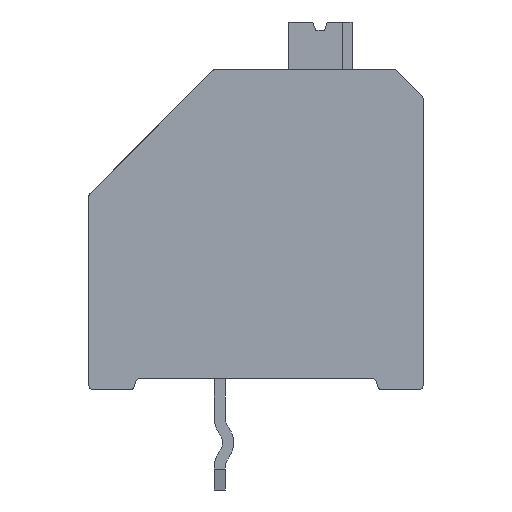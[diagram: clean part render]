
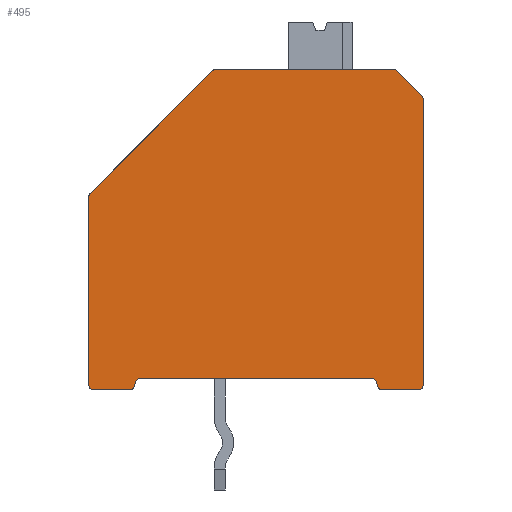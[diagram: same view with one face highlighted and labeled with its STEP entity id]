
A CAD part, front view. The second image highlights one B-rep face of the part: STEP entity #495.
In plain terms, the highlighted planar face has unit normal (0, -1, 0).
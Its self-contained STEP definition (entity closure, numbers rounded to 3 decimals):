
#495 = ADVANCED_FACE( '', ( #1317 ), #1318, .F. );
#1317 = FACE_OUTER_BOUND( '', #2513, .T. );
#1318 = PLANE( '', #2514 );
#2513 = EDGE_LOOP( '', ( #3707, #3708, #3709, #3710, #3711, #3712, #3713, #3714, #3715, #3716, #3717, #3718, #3719, #3720, #3721, #3722, #3723, #3724, #3725, #3726 ) );
#2514 = AXIS2_PLACEMENT_3D( '', #3727, #3728, #3729 );
#3707 = ORIENTED_EDGE( '', *, *, #7398, .F. );
#3708 = ORIENTED_EDGE( '', *, *, #7399, .F. );
#3709 = ORIENTED_EDGE( '', *, *, #7400, .F. );
#3710 = ORIENTED_EDGE( '', *, *, #7401, .F. );
#3711 = ORIENTED_EDGE( '', *, *, #7402, .F. );
#3712 = ORIENTED_EDGE( '', *, *, #7403, .F. );
#3713 = ORIENTED_EDGE( '', *, *, #7404, .F. );
#3714 = ORIENTED_EDGE( '', *, *, #7405, .F. );
#3715 = ORIENTED_EDGE( '', *, *, #7406, .F. );
#3716 = ORIENTED_EDGE( '', *, *, #7394, .F. );
#3717 = ORIENTED_EDGE( '', *, *, #7407, .F. );
#3718 = ORIENTED_EDGE( '', *, *, #7408, .F. );
#3719 = ORIENTED_EDGE( '', *, *, #7409, .F. );
#3720 = ORIENTED_EDGE( '', *, *, #7410, .F. );
#3721 = ORIENTED_EDGE( '', *, *, #7411, .F. );
#3722 = ORIENTED_EDGE( '', *, *, #7412, .F. );
#3723 = ORIENTED_EDGE( '', *, *, #7389, .F. );
#3724 = ORIENTED_EDGE( '', *, *, #7413, .F. );
#3725 = ORIENTED_EDGE( '', *, *, #7414, .F. );
#3726 = ORIENTED_EDGE( '', *, *, #7415, .F. );
#3727 = CARTESIAN_POINT( '', ( 0.17, -9.68, 6.76 ) );
#3728 = DIRECTION( '', ( 0., 1., 0. ) );
#3729 = DIRECTION( '', ( 0., 0., 1. ) );
#7389 = EDGE_CURVE( '', #8850, #8852, #8853, .T. );
#7394 = EDGE_CURVE( '', #8858, #8861, #8862, .T. );
#7398 = EDGE_CURVE( '', #8867, #8868, #8869, .T. );
#7399 = EDGE_CURVE( '', #8870, #8867, #8871, .T. );
#7400 = EDGE_CURVE( '', #8872, #8870, #8873, .T. );
#7401 = EDGE_CURVE( '', #8874, #8872, #8875, .T. );
#7402 = EDGE_CURVE( '', #8876, #8874, #8877, .T. );
#7403 = EDGE_CURVE( '', #8878, #8876, #8879, .T. );
#7404 = EDGE_CURVE( '', #8880, #8878, #8881, .T. );
#7405 = EDGE_CURVE( '', #8882, #8880, #8883, .T. );
#7406 = EDGE_CURVE( '', #8861, #8882, #8884, .T. );
#7407 = EDGE_CURVE( '', #8885, #8858, #8886, .T. );
#7408 = EDGE_CURVE( '', #8887, #8885, #8888, .T. );
#7409 = EDGE_CURVE( '', #8889, #8887, #8890, .T. );
#7410 = EDGE_CURVE( '', #8891, #8889, #8892, .T. );
#7411 = EDGE_CURVE( '', #8893, #8891, #8894, .T. );
#7412 = EDGE_CURVE( '', #8852, #8893, #8895, .T. );
#7413 = EDGE_CURVE( '', #8896, #8850, #8897, .T. );
#7414 = EDGE_CURVE( '', #8898, #8896, #8899, .T. );
#7415 = EDGE_CURVE( '', #8868, #8898, #8900, .T. );
#8850 = VERTEX_POINT( '', #11027 );
#8852 = VERTEX_POINT( '', #11030 );
#8853 = CIRCLE( '', #11031, 0.17 );
#8858 = VERTEX_POINT( '', #11037 );
#8861 = VERTEX_POINT( '', #11041 );
#8862 = LINE( '', #11042, #11043 );
#8867 = VERTEX_POINT( '', #11050 );
#8868 = VERTEX_POINT( '', #11051 );
#8869 = CIRCLE( '', #11052, 0.17 );
#8870 = VERTEX_POINT( '', #11053 );
#8871 = LINE( '', #11054, #11055 );
#8872 = VERTEX_POINT( '', #11056 );
#8873 = CIRCLE( '', #11057, 0.17 );
#8874 = VERTEX_POINT( '', #11058 );
#8875 = LINE( '', #11059, #11060 );
#8876 = VERTEX_POINT( '', #11061 );
#8877 = CIRCLE( '', #11062, 0.17 );
#8878 = VERTEX_POINT( '', #11063 );
#8879 = LINE( '', #11064, #11065 );
#8880 = VERTEX_POINT( '', #11066 );
#8881 = CIRCLE( '', #11067, 0.17 );
#8882 = VERTEX_POINT( '', #11068 );
#8883 = LINE( '', #11069, #11070 );
#8884 = CIRCLE( '', #11071, 0.17 );
#8885 = VERTEX_POINT( '', #11072 );
#8886 = CIRCLE( '', #11073, 0.17 );
#8887 = VERTEX_POINT( '', #11074 );
#8888 = LINE( '', #11075, #11076 );
#8889 = VERTEX_POINT( '', #11077 );
#8890 = CIRCLE( '', #11078, 0.17 );
#8891 = VERTEX_POINT( '', #11079 );
#8892 = LINE( '', #11080, #11081 );
#8893 = VERTEX_POINT( '', #11082 );
#8894 = CIRCLE( '', #11083, 0.17 );
#8895 = LINE( '', #11084, #11085 );
#8896 = VERTEX_POINT( '', #11086 );
#8897 = LINE( '', #11087, #11088 );
#8898 = VERTEX_POINT( '', #11089 );
#8899 = CIRCLE( '', #11090, 0.17 );
#8900 = LINE( '', #11091, #11092 );
#11027 = CARTESIAN_POINT( '', ( 10.93, -9.68, 11.33 ) );
#11030 = CARTESIAN_POINT( '', ( 11.05, -9.68, 11.28 ) );
#11031 = AXIS2_PLACEMENT_3D( '', #14125, #14126, #14127 );
#11037 = CARTESIAN_POINT( '', ( 10.366, -9.68, -0.044 ) );
#11041 = CARTESIAN_POINT( '', ( 10.327, -9.68, 0.104 ) );
#11042 = CARTESIAN_POINT( '', ( 10.327, -9.68, 0.104 ) );
#11043 = VECTOR( '', #14133, 1000. );
#11050 = CARTESIAN_POINT( '', ( 0., -9.68, 6.76 ) );
#11051 = CARTESIAN_POINT( '', ( 0.05, -9.68, 6.88 ) );
#11052 = AXIS2_PLACEMENT_3D( '', #14136, #14137, #14138 );
#11053 = CARTESIAN_POINT( '', ( 0., -9.68, 0. ) );
#11054 = CARTESIAN_POINT( '', ( 0., -9.68, 6.76 ) );
#11055 = VECTOR( '', #14139, 1000. );
#11056 = CARTESIAN_POINT( '', ( 0.17, -9.68, -0.17 ) );
#11057 = AXIS2_PLACEMENT_3D( '', #14140, #14141, #14142 );
#11058 = CARTESIAN_POINT( '', ( 1.47, -9.68, -0.17 ) );
#11059 = CARTESIAN_POINT( '', ( 1.47, -9.68, -0.17 ) );
#11060 = VECTOR( '', #14143, 1000. );
#11061 = CARTESIAN_POINT( '', ( 1.634, -9.68, -0.044 ) );
#11062 = AXIS2_PLACEMENT_3D( '', #14144, #14145, #14146 );
#11063 = CARTESIAN_POINT( '', ( 1.673, -9.68, 0.104 ) );
#11064 = CARTESIAN_POINT( '', ( 1.634, -9.68, -0.044 ) );
#11065 = VECTOR( '', #14147, 1000. );
#11066 = CARTESIAN_POINT( '', ( 1.838, -9.68, 0.23 ) );
#11067 = AXIS2_PLACEMENT_3D( '', #14148, #14149, #14150 );
#11068 = CARTESIAN_POINT( '', ( 10.162, -9.68, 0.23 ) );
#11069 = CARTESIAN_POINT( '', ( 1.838, -9.68, 0.23 ) );
#11070 = VECTOR( '', #14151, 1000. );
#11071 = AXIS2_PLACEMENT_3D( '', #14152, #14153, #14154 );
#11072 = CARTESIAN_POINT( '', ( 10.53, -9.68, -0.17 ) );
#11073 = AXIS2_PLACEMENT_3D( '', #14155, #14156, #14157 );
#11074 = CARTESIAN_POINT( '', ( 11.83, -9.68, -0.17 ) );
#11075 = CARTESIAN_POINT( '', ( 11.83, -9.68, -0.17 ) );
#11076 = VECTOR( '', #14158, 1000. );
#11077 = CARTESIAN_POINT( '', ( 12., -9.68, 0. ) );
#11078 = AXIS2_PLACEMENT_3D( '', #14159, #14160, #14161 );
#11079 = CARTESIAN_POINT( '', ( 12., -9.68, 10.26 ) );
#11080 = CARTESIAN_POINT( '', ( 12., -9.68, 0. ) );
#11081 = VECTOR( '', #14162, 1000. );
#11082 = CARTESIAN_POINT( '', ( 11.95, -9.68, 10.38 ) );
#11083 = AXIS2_PLACEMENT_3D( '', #14163, #14164, #14165 );
#11084 = CARTESIAN_POINT( '', ( 11.05, -9.68, 11.28 ) );
#11085 = VECTOR( '', #14166, 1000. );
#11086 = CARTESIAN_POINT( '', ( 4.57, -9.68, 11.33 ) );
#11087 = CARTESIAN_POINT( '', ( 4.57, -9.68, 11.33 ) );
#11088 = VECTOR( '', #14167, 1000. );
#11089 = CARTESIAN_POINT( '', ( 4.45, -9.68, 11.28 ) );
#11090 = AXIS2_PLACEMENT_3D( '', #14168, #14169, #14170 );
#11091 = CARTESIAN_POINT( '', ( 0.05, -9.68, 6.88 ) );
#11092 = VECTOR( '', #14171, 1000. );
#14125 = CARTESIAN_POINT( '', ( 10.93, -9.68, 11.16 ) );
#14126 = DIRECTION( '', ( 0., 1., 0. ) );
#14127 = DIRECTION( '', ( 1., 0., 0. ) );
#14133 = DIRECTION( '', ( -0.259, 0., 0.966 ) );
#14136 = CARTESIAN_POINT( '', ( 0.17, -9.68, 6.76 ) );
#14137 = DIRECTION( '', ( 0., 1., 0. ) );
#14138 = DIRECTION( '', ( 1., 0., 0. ) );
#14139 = DIRECTION( '', ( 0., 0., 1. ) );
#14140 = CARTESIAN_POINT( '', ( 0.17, -9.68, 0. ) );
#14141 = DIRECTION( '', ( 0., 1., 0. ) );
#14142 = DIRECTION( '', ( 1., 0., 0. ) );
#14143 = DIRECTION( '', ( -1., 0., 0. ) );
#14144 = CARTESIAN_POINT( '', ( 1.47, -9.68, 0. ) );
#14145 = DIRECTION( '', ( 0., 1., 0. ) );
#14146 = DIRECTION( '', ( 1., 0., 0. ) );
#14147 = DIRECTION( '', ( -0.259, 0., -0.966 ) );
#14148 = CARTESIAN_POINT( '', ( 1.838, -9.68, 0.06 ) );
#14149 = DIRECTION( '', ( 0., -1., 0. ) );
#14150 = DIRECTION( '', ( 1., 0., 0. ) );
#14151 = DIRECTION( '', ( -1., 0., 0. ) );
#14152 = CARTESIAN_POINT( '', ( 10.162, -9.68, 0.06 ) );
#14153 = DIRECTION( '', ( 0., -1., 0. ) );
#14154 = DIRECTION( '', ( 1., 0., 0. ) );
#14155 = CARTESIAN_POINT( '', ( 10.53, -9.68, 0. ) );
#14156 = DIRECTION( '', ( 0., 1., 0. ) );
#14157 = DIRECTION( '', ( 1., 0., 0. ) );
#14158 = DIRECTION( '', ( -1., 0., 0. ) );
#14159 = CARTESIAN_POINT( '', ( 11.83, -9.68, 0. ) );
#14160 = DIRECTION( '', ( 0., 1., 0. ) );
#14161 = DIRECTION( '', ( -1., 0., 0. ) );
#14162 = DIRECTION( '', ( 0., 0., -1. ) );
#14163 = CARTESIAN_POINT( '', ( 11.83, -9.68, 10.26 ) );
#14164 = DIRECTION( '', ( 0., 1., 0. ) );
#14165 = DIRECTION( '', ( -1., 0., 0. ) );
#14166 = DIRECTION( '', ( 0.707, 0., -0.707 ) );
#14167 = DIRECTION( '', ( 1., 0., 0. ) );
#14168 = CARTESIAN_POINT( '', ( 4.57, -9.68, 11.16 ) );
#14169 = DIRECTION( '', ( 0., 1., 0. ) );
#14170 = DIRECTION( '', ( 1., 0., 0. ) );
#14171 = DIRECTION( '', ( 0.707, 0., 0.707 ) );
